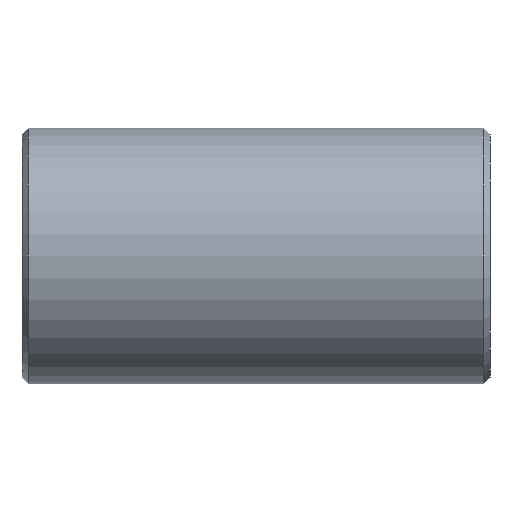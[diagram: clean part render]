
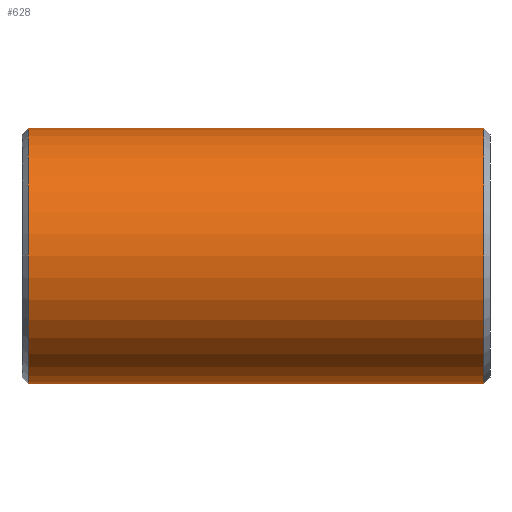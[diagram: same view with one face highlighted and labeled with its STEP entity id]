
A CAD part, front view. The second image highlights one B-rep face of the part: STEP entity #628.
In plain terms, the highlighted cylindrical face has radius 57.15 mm (diameter 114.3 mm), a partial arc.
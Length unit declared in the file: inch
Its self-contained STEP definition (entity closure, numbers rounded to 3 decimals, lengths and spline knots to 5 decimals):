
#55 = CARTESIAN_POINT ( 'NONE',  ( 4.00767, 0., 0. ) ) ;
#68 = EDGE_CURVE ( 'NONE', #71, #720, #507, .T. ) ;
#71 = VERTEX_POINT ( 'NONE', #503 ) ;
#73 = CYLINDRICAL_SURFACE ( 'NONE', #479, 2.25 ) ;
#99 = EDGE_LOOP ( 'NONE', ( #436, #703, #403, #602 ) ) ;
#108 = CIRCLE ( 'NONE', #437, 2.25 ) ;
#134 = CARTESIAN_POINT ( 'NONE',  ( -4.00767, 0., 0. ) ) ;
#156 = EDGE_CURVE ( 'NONE', #720, #504, #441, .T. ) ;
#160 = DIRECTION ( 'NONE',  ( -1., 0., 0. ) ) ;
#177 = AXIS2_PLACEMENT_3D ( 'NONE', #55, #160, #636 ) ;
#207 = DIRECTION ( 'NONE',  ( -1., 0., 0. ) ) ;
#222 = CARTESIAN_POINT ( 'NONE',  ( 4.12, 0., 2.25 ) ) ;
#282 = CARTESIAN_POINT ( 'NONE',  ( -4.00767, 0., 2.25 ) ) ;
#340 = DIRECTION ( 'NONE',  ( 0., 0., 1. ) ) ;
#350 = CARTESIAN_POINT ( 'NONE',  ( -4.00767, 0., -2.25 ) ) ;
#402 = FACE_OUTER_BOUND ( 'NONE', #99, .T. ) ;
#403 = ORIENTED_EDGE ( 'NONE', *, *, #156, .T. ) ;
#405 = CARTESIAN_POINT ( 'NONE',  ( 4.12, 0., 0. ) ) ;
#431 = DIRECTION ( 'NONE',  ( -1., 0., 0. ) ) ;
#436 = ORIENTED_EDGE ( 'NONE', *, *, #455, .F. ) ;
#437 = AXIS2_PLACEMENT_3D ( 'NONE', #134, #828, #340 ) ;
#441 = LINE ( 'NONE', #222, #670 ) ;
#455 = EDGE_CURVE ( 'NONE', #71, #691, #805, .T. ) ;
#459 = CARTESIAN_POINT ( 'NONE',  ( 4.12, 0., -2.25 ) ) ;
#479 = AXIS2_PLACEMENT_3D ( 'NONE', #405, #207, #769 ) ;
#503 = CARTESIAN_POINT ( 'NONE',  ( 4.00767, 0., -2.25 ) ) ;
#504 = VERTEX_POINT ( 'NONE', #282 ) ;
#507 = CIRCLE ( 'NONE', #177, 2.25 ) ;
#516 = VECTOR ( 'NONE', #739, 39.37008 ) ;
#602 = ORIENTED_EDGE ( 'NONE', *, *, #723, .T. ) ;
#628 = ADVANCED_FACE ( 'NONE', ( #402 ), #73, .T. ) ;
#636 = DIRECTION ( 'NONE',  ( 0., 0., -1. ) ) ;
#670 = VECTOR ( 'NONE', #431, 39.37008 ) ;
#684 = CARTESIAN_POINT ( 'NONE',  ( 4.00767, 0., 2.25 ) ) ;
#691 = VERTEX_POINT ( 'NONE', #350 ) ;
#703 = ORIENTED_EDGE ( 'NONE', *, *, #68, .T. ) ;
#720 = VERTEX_POINT ( 'NONE', #684 ) ;
#723 = EDGE_CURVE ( 'NONE', #504, #691, #108, .T. ) ;
#739 = DIRECTION ( 'NONE',  ( -1., 0., 0. ) ) ;
#769 = DIRECTION ( 'NONE',  ( 0., 0., 1. ) ) ;
#805 = LINE ( 'NONE', #459, #516 ) ;
#828 = DIRECTION ( 'NONE',  ( 1., 0., 0. ) ) ;
